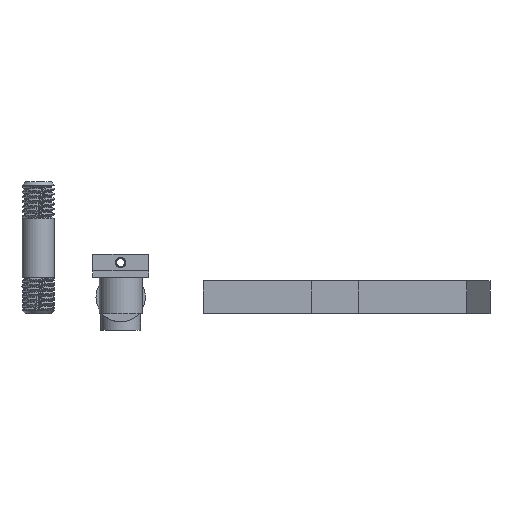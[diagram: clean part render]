
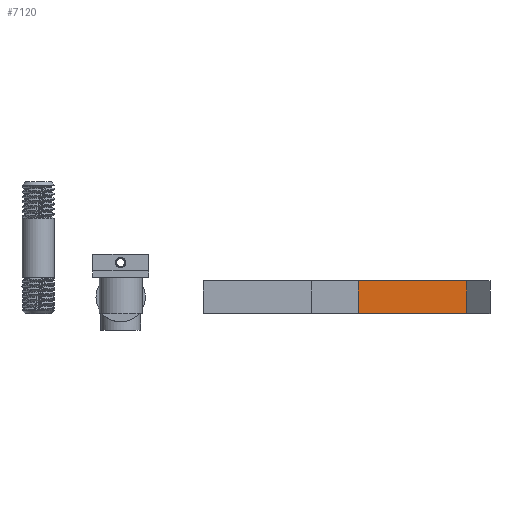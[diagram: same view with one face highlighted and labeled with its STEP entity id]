
A CAD part, front view. The second image highlights one B-rep face of the part: STEP entity #7120.
In plain terms, the highlighted planar face has unit normal (0, -1, 0).
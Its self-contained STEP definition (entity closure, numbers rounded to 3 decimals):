
#148=PLANE('',#7648);
#345=FACE_OUTER_BOUND('',#753,.T.);
#753=EDGE_LOOP('',(#4975,#4976,#4977,#4978));
#1900=LINE('',#13748,#2293);
#1928=LINE('',#17653,#2321);
#1929=LINE('',#17656,#2322);
#1930=LINE('',#17657,#2323);
#2293=VECTOR('',#8290,10.);
#2321=VECTOR('',#8350,10.);
#2322=VECTOR('',#8353,10.);
#2323=VECTOR('',#8354,10.);
#2774=VERTEX_POINT('',#13745);
#2775=VERTEX_POINT('',#13747);
#2793=VERTEX_POINT('',#17651);
#2794=VERTEX_POINT('',#17655);
#3572=EDGE_CURVE('',#2774,#2775,#1900,.T.);
#3624=EDGE_CURVE('',#2793,#2775,#1928,.T.);
#3625=EDGE_CURVE('',#2794,#2793,#1929,.T.);
#3626=EDGE_CURVE('',#2794,#2774,#1930,.T.);
#4975=ORIENTED_EDGE('',*,*,#3625,.T.);
#4976=ORIENTED_EDGE('',*,*,#3624,.T.);
#4977=ORIENTED_EDGE('',*,*,#3572,.F.);
#4978=ORIENTED_EDGE('',*,*,#3626,.F.);
#7120=ADVANCED_FACE('',(#345),#148,.T.);
#7648=AXIS2_PLACEMENT_3D('',#17654,#8351,#8352);
#8290=DIRECTION('',(1.,0.,0.));
#8350=DIRECTION('',(0.,0.,1.));
#8351=DIRECTION('center_axis',(0.,-1.,0.));
#8352=DIRECTION('ref_axis',(1.,0.,0.));
#8353=DIRECTION('',(1.,0.,0.));
#8354=DIRECTION('',(0.,0.,1.));
#13745=CARTESIAN_POINT('',(47.121,0.,10.));
#13747=CARTESIAN_POINT('',(80.,0.,10.));
#13748=CARTESIAN_POINT('',(0.,0.,10.));
#17651=CARTESIAN_POINT('',(80.,0.,0.));
#17653=CARTESIAN_POINT('',(80.,0.,0.));
#17654=CARTESIAN_POINT('Origin',(47.121,0.,0.));
#17655=CARTESIAN_POINT('',(47.121,0.,0.));
#17656=CARTESIAN_POINT('',(0.,0.,0.));
#17657=CARTESIAN_POINT('',(47.121,0.,0.));
